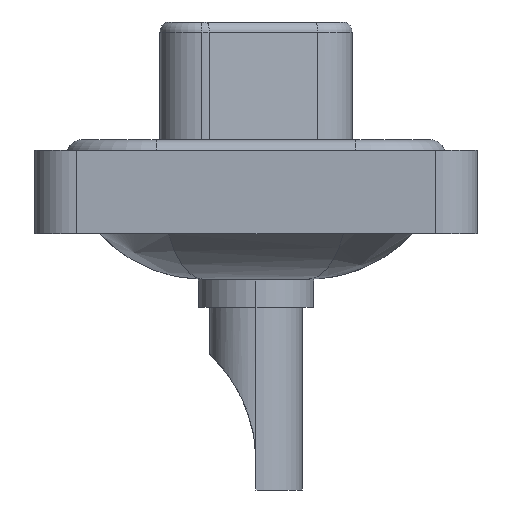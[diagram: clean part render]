
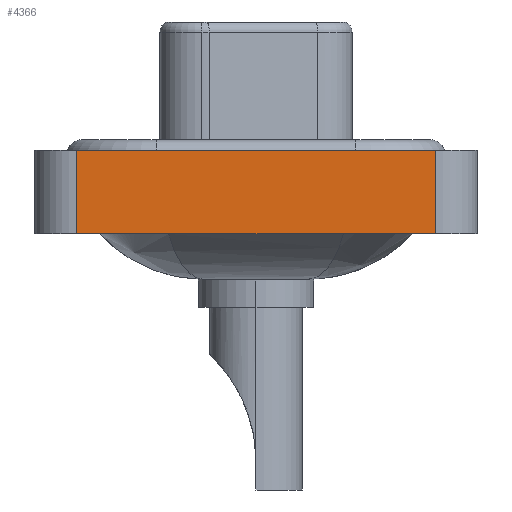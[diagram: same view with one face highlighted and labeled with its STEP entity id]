
A CAD part, left-side view. The second image highlights one B-rep face of the part: STEP entity #4366.
In plain terms, the highlighted planar face has unit normal (-1, 0, 0).
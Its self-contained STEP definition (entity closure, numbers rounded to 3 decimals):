
#228 = CARTESIAN_POINT ( 'NONE',  ( -7.3, 8.55, -3.6 ) ) ;
#739 = VECTOR ( 'NONE', #4550, 1000. ) ;
#1125 = VERTEX_POINT ( 'NONE', #10644 ) ;
#2634 = ORIENTED_EDGE ( 'NONE', *, *, #9514, .F. ) ;
#2727 = DIRECTION ( 'NONE',  ( 0., 0., 1. ) ) ;
#2949 = CARTESIAN_POINT ( 'NONE',  ( -7.3, 8.55, -3.6 ) ) ;
#3070 = ORIENTED_EDGE ( 'NONE', *, *, #11886, .T. ) ;
#3089 = DIRECTION ( 'NONE',  ( 0., -1., 0. ) ) ;
#3134 = CARTESIAN_POINT ( 'NONE',  ( -7.3, 8.55, 0.4 ) ) ;
#3304 = DIRECTION ( 'NONE',  ( 0., 0., 1. ) ) ;
#3516 = ORIENTED_EDGE ( 'NONE', *, *, #5321, .T. ) ;
#3667 = CARTESIAN_POINT ( 'NONE',  ( -7.3, -8.55, -3.6 ) ) ;
#3889 = DIRECTION ( 'NONE',  ( 0., 0., 1. ) ) ;
#4088 = LINE ( 'NONE', #17355, #13479 ) ;
#4366 = ADVANCED_FACE ( 'NONE', ( #14796 ), #6885, .T. ) ;
#4453 = LINE ( 'NONE', #10708, #739 ) ;
#4550 = DIRECTION ( 'NONE',  ( 0., -1., 0. ) ) ;
#4589 = ORIENTED_EDGE ( 'NONE', *, *, #8106, .F. ) ;
#5321 = EDGE_CURVE ( 'NONE', #9882, #6797, #13646, .T. ) ;
#6483 = EDGE_LOOP ( 'NONE', ( #3070, #2634, #4589, #3516 ) ) ;
#6797 = VERTEX_POINT ( 'NONE', #3667 ) ;
#6885 = PLANE ( 'NONE',  #18480 ) ;
#7869 = LINE ( 'NONE', #228, #16998 ) ;
#8106 = EDGE_CURVE ( 'NONE', #9882, #10348, #7869, .T. ) ;
#9514 = EDGE_CURVE ( 'NONE', #10348, #1125, #4453, .T. ) ;
#9882 = VERTEX_POINT ( 'NONE', #2949 ) ;
#10248 = DIRECTION ( 'NONE',  ( -1., 0., 0. ) ) ;
#10348 = VERTEX_POINT ( 'NONE', #3134 ) ;
#10607 = CARTESIAN_POINT ( 'NONE',  ( -7.3, -8.55, -3.6 ) ) ;
#10644 = CARTESIAN_POINT ( 'NONE',  ( -7.3, -8.55, 0.4 ) ) ;
#10708 = CARTESIAN_POINT ( 'NONE',  ( -7.3, -8.55, 0.4 ) ) ;
#11732 = CARTESIAN_POINT ( 'NONE',  ( -7.3, -8.55, -3.6 ) ) ;
#11886 = EDGE_CURVE ( 'NONE', #6797, #1125, #4088, .T. ) ;
#13479 = VECTOR ( 'NONE', #3889, 1000. ) ;
#13646 = LINE ( 'NONE', #10607, #16599 ) ;
#14796 = FACE_OUTER_BOUND ( 'NONE', #6483, .T. ) ;
#16599 = VECTOR ( 'NONE', #3089, 1000. ) ;
#16998 = VECTOR ( 'NONE', #3304, 1000. ) ;
#17355 = CARTESIAN_POINT ( 'NONE',  ( -7.3, -8.55, -3.6 ) ) ;
#18480 = AXIS2_PLACEMENT_3D ( 'NONE', #11732, #10248, #2727 ) ;
